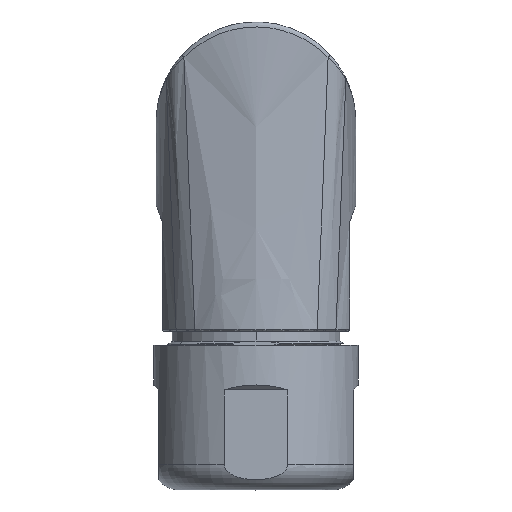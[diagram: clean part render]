
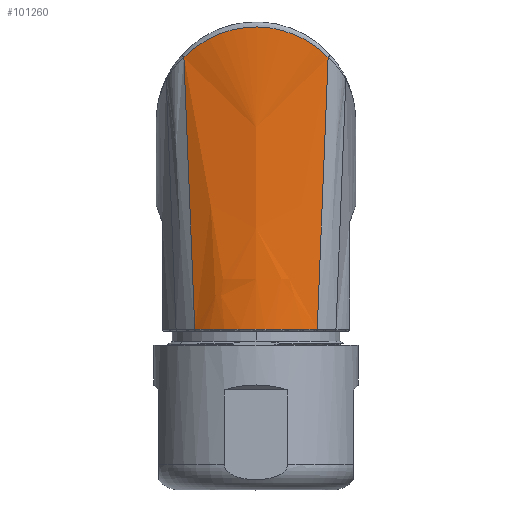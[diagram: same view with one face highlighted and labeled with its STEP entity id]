
A CAD part, top view. The second image highlights one B-rep face of the part: STEP entity #101260.
In plain terms, the highlighted free-form (B-spline) face has degree [3, 3] with [7, 4] control points.
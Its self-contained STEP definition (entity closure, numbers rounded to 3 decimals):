
#32492=CARTESIAN_POINT('',(-7.228,6.419,
9.231));
#32535=CARTESIAN_POINT('',(-7.228,6.419,
9.231));
#32536=CARTESIAN_POINT('',(-6.317,7.369,
9.593));
#32537=CARTESIAN_POINT('',(-4.089,8.923,
10.218));
#32538=CARTESIAN_POINT('',(0.,9.777,
10.563));
#32539=CARTESIAN_POINT('',(4.088,8.923,10.218));
#32540=CARTESIAN_POINT('',(6.317,7.37,9.593));
#32541=CARTESIAN_POINT('',(7.228,6.42,9.231));
#32543=CARTESIAN_POINT('',(6.137,-20.813,
7.91));
#32544=CARTESIAN_POINT('',(5.702,-20.811,
8.246));
#32545=CARTESIAN_POINT('',(4.776,-20.808,
8.846));
#32546=CARTESIAN_POINT('',(3.259,-20.805,
9.507));
#32547=CARTESIAN_POINT('',(1.653,-20.803,
9.912));
#32548=CARTESIAN_POINT('',(0.553,-20.803,
10.003));
#32549=CARTESIAN_POINT('',(0.002,-20.803,
10.003));
#32551=CARTESIAN_POINT('',(0.002,-20.803,
10.003));
#32552=CARTESIAN_POINT('',(-0.548,-20.803,
10.003));
#32553=CARTESIAN_POINT('',(-1.65,-20.803,
9.912));
#32554=CARTESIAN_POINT('',(-3.257,-20.805,
9.508));
#32555=CARTESIAN_POINT('',(-4.775,-20.808,
8.847));
#32556=CARTESIAN_POINT('',(-5.702,-20.811,
8.246));
#32557=CARTESIAN_POINT('',(-6.137,-20.813,
7.91));
#32559=DIRECTION('',(-0.04,0.998,0.048));
#32560=VECTOR('',#32559,27.286);
#32561=CARTESIAN_POINT('',(-6.137,-20.813,
7.91));
#32562=LINE('',#32561,#32560);
#32609=DIRECTION('',(0.04,0.998,0.048));
#32610=VECTOR('',#32609,27.287);
#32611=CARTESIAN_POINT('',(6.137,-20.813,
7.91));
#32612=LINE('',#32611,#32610);
#49314=VERTEX_POINT('',#32492);
#49315=CARTESIAN_POINT('',(-6.137,-20.813,
7.91));
#49316=VERTEX_POINT('',#49315);
#49318=VERTEX_POINT('',#32541);
#49319=CARTESIAN_POINT('',(6.137,-20.813,
7.91));
#49320=VERTEX_POINT('',#49319);
#49321=VERTEX_POINT('',#32551);
#101222=CARTESIAN_POINT('',(6.318,-21.419,
7.715));
#101223=CARTESIAN_POINT('',(6.766,-10.913,
8.251));
#101224=CARTESIAN_POINT('',(7.214,-0.407,
8.788));
#101225=CARTESIAN_POINT('',(7.661,10.099,
9.324));
#101226=CARTESIAN_POINT('',(6.251,-21.419,
7.771));
#101227=CARTESIAN_POINT('',(6.689,-10.913,
8.298));
#101228=CARTESIAN_POINT('',(7.128,-0.407,
8.826));
#101229=CARTESIAN_POINT('',(7.566,10.099,
9.353));
#101230=CARTESIAN_POINT('',(4.473,-21.419,
9.206));
#101231=CARTESIAN_POINT('',(4.676,-10.913,
9.5));
#101232=CARTESIAN_POINT('',(4.879,-0.407,
9.795));
#101233=CARTESIAN_POINT('',(5.082,10.099,
10.089));
#101234=CARTESIAN_POINT('',(0.,-21.419,
10.751));
#101235=CARTESIAN_POINT('',(0.,-10.913,
10.771));
#101236=CARTESIAN_POINT('',(0.,-0.407,
10.791));
#101237=CARTESIAN_POINT('',(0.,10.099,
10.811));
#101238=CARTESIAN_POINT('',(-4.473,-21.419,
9.206));
#101239=CARTESIAN_POINT('',(-4.676,-10.913,
9.5));
#101240=CARTESIAN_POINT('',(-4.879,-0.407,
9.795));
#101241=CARTESIAN_POINT('',(-5.082,10.099,
10.089));
#101242=CARTESIAN_POINT('',(-6.251,-21.419,
7.771));
#101243=CARTESIAN_POINT('',(-6.689,-10.913,
8.298));
#101244=CARTESIAN_POINT('',(-7.128,-0.407,
8.826));
#101245=CARTESIAN_POINT('',(-7.566,10.099,
9.353));
#101246=CARTESIAN_POINT('',(-6.318,-21.419,
7.715));
#101247=CARTESIAN_POINT('',(-6.766,-10.913,
8.251));
#101248=CARTESIAN_POINT('',(-7.214,-0.407,
8.788));
#101249=CARTESIAN_POINT('',(-7.661,10.099,
9.324));
#101250=B_SPLINE_SURFACE_WITH_KNOTS('',3,3,((#101222,#101223,#101224,#101225),(
#101226,#101227,#101228,#101229),(#101230,#101231,#101232,#101233),(#101234,
#101235,#101236,#101237),(#101238,#101239,#101240,#101241),(#101242,#101243,
#101244,#101245),(#101246,#101247,#101248,#101249)),.UNSPECIFIED.,.F.,.F.,.F.,
(4,1,1,1,4),(4,4),(-0.02,0.,0.5,1.,1.02),(
0.,1.),.UNSPECIFIED.);
#101252=ORIENTED_EDGE('',*,*,#101251,.T.);
#101254=ORIENTED_EDGE('',*,*,#101253,.F.);
#101255=ORIENTED_EDGE('',*,*,#100884,.T.);
#101256=ORIENTED_EDGE('',*,*,#100882,.T.);
#101257=ORIENTED_EDGE('',*,*,#101214,.T.);
#101258=EDGE_LOOP('',(#101252,#101254,#101255,#101256,#101257));
#101259=FACE_OUTER_BOUND('',#101258,.F.);
#101260=ADVANCED_FACE('',(#101259),#101250,.F.);
#32542=B_SPLINE_CURVE_WITH_KNOTS('',3,(#32535,#32536,#32537,#32538,#32539,
#32540,#32541),.UNSPECIFIED.,.F.,.F.,(4,1,1,1,4),(0.,0.25,0.5,0.75,
1.),.UNSPECIFIED.);
#32550=B_SPLINE_CURVE_WITH_KNOTS('',3,(#32543,#32544,#32545,#32546,#32547,
#32548,#32549),.UNSPECIFIED.,.F.,.F.,(4,1,1,1,4),(0.,0.25,0.5,0.75,
1.),.UNSPECIFIED.);
#32558=B_SPLINE_CURVE_WITH_KNOTS('',3,(#32551,#32552,#32553,#32554,#32555,
#32556,#32557),.UNSPECIFIED.,.F.,.F.,(4,1,1,1,4),(0.,0.25,0.5,0.75,
1.),.UNSPECIFIED.);
#100882=EDGE_CURVE('',#49321,#49316,#32558,.T.);
#100884=EDGE_CURVE('',#49320,#49321,#32550,.T.);
#101214=EDGE_CURVE('',#49316,#49314,#32562,.T.);
#101251=EDGE_CURVE('',#49314,#49318,#32542,.T.);
#101253=EDGE_CURVE('',#49320,#49318,#32612,.T.);
